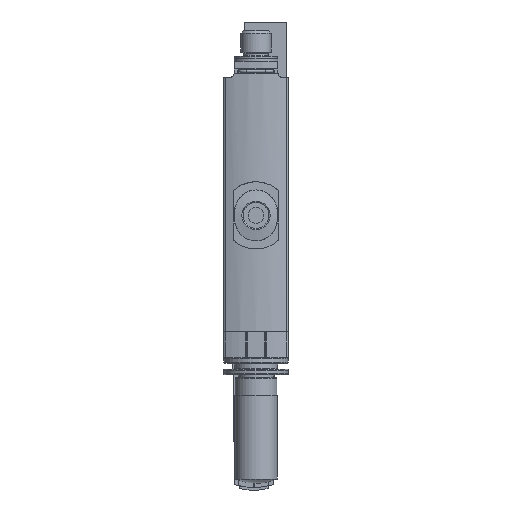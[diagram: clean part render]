
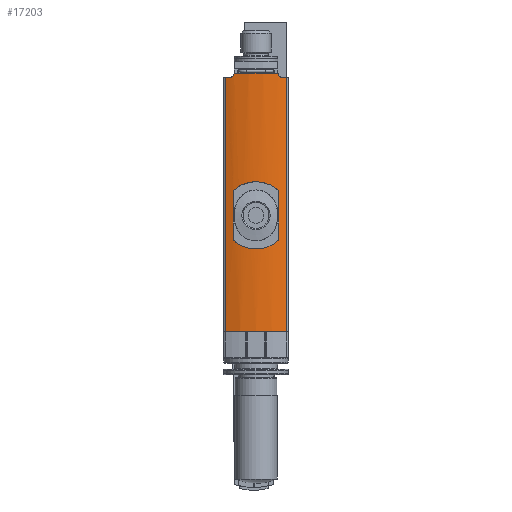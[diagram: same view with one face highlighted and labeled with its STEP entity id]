
A CAD part, front view. The second image highlights one B-rep face of the part: STEP entity #17203.
In plain terms, the highlighted cylindrical face has radius 21 mm (diameter 42 mm), a partial arc.
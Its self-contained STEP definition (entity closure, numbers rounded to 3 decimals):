
#205=B_SPLINE_CURVE_WITH_KNOTS('',3,(#23803,#23804,#23805,#23806,#23807,
#23808,#23809),.UNSPECIFIED.,.F.,.F.,(4,1,1,1,4),(0.,0.003,
0.006,0.008,0.011),
 .UNSPECIFIED.);
#206=B_SPLINE_CURVE_WITH_KNOTS('',3,(#23812,#23813,#23814,#23815),
 .UNSPECIFIED.,.F.,.F.,(4,4),(0.,0.),
 .UNSPECIFIED.);
#207=B_SPLINE_CURVE_WITH_KNOTS('',3,(#23819,#23820,#23821,#23822),
 .UNSPECIFIED.,.F.,.F.,(4,4),(0.,0.),.UNSPECIFIED.);
#208=B_SPLINE_CURVE_WITH_KNOTS('',3,(#23824,#23825,#23826,#23827,#23828,
#23829,#23830),.UNSPECIFIED.,.F.,.F.,(4,1,1,1,4),(0.,0.003,
0.006,0.008,0.011),
 .UNSPECIFIED.);
#209=B_SPLINE_CURVE_WITH_KNOTS('',3,(#23832,#23833,#23834,#23835),
 .UNSPECIFIED.,.F.,.F.,(4,4),(0.,0.),.UNSPECIFIED.);
#210=B_SPLINE_CURVE_WITH_KNOTS('',3,(#23839,#23840,#23841,#23842),
 .UNSPECIFIED.,.F.,.F.,(4,4),(0.,0.),.UNSPECIFIED.);
#211=B_SPLINE_CURVE_WITH_KNOTS('',3,(#23846,#23847,#23848,#23849,#23850),
 .UNSPECIFIED.,.F.,.F.,(4,1,4),(0.,0.001,
0.002),.UNSPECIFIED.);
#212=B_SPLINE_CURVE_WITH_KNOTS('',3,(#23862,#23863,#23864,#23865,#23866),
 .UNSPECIFIED.,.F.,.F.,(4,1,4),(0.,0.001,0.002),
 .UNSPECIFIED.);
#254=CYLINDRICAL_SURFACE('',#18079,21.);
#689=LINE('',#23817,#1824);
#690=LINE('',#23837,#1825);
#691=LINE('',#23854,#1826);
#692=LINE('',#23858,#1827);
#1824=VECTOR('',#19743,1000.);
#1825=VECTOR('',#19744,1000.);
#1826=VECTOR('',#19749,1000.);
#1827=VECTOR('',#19752,1000.);
#3014=ORIENTED_EDGE('',*,*,#6532,.T.);
#3015=ORIENTED_EDGE('',*,*,#6533,.T.);
#3016=ORIENTED_EDGE('',*,*,#6534,.T.);
#3017=ORIENTED_EDGE('',*,*,#6535,.T.);
#3018=ORIENTED_EDGE('',*,*,#6536,.T.);
#3019=ORIENTED_EDGE('',*,*,#6537,.T.);
#3020=ORIENTED_EDGE('',*,*,#6538,.T.);
#3021=ORIENTED_EDGE('',*,*,#6539,.T.);
#3022=ORIENTED_EDGE('',*,*,#6540,.F.);
#3023=ORIENTED_EDGE('',*,*,#6541,.F.);
#3024=ORIENTED_EDGE('',*,*,#6542,.F.);
#3025=ORIENTED_EDGE('',*,*,#6543,.T.);
#3026=ORIENTED_EDGE('',*,*,#6544,.T.);
#3027=ORIENTED_EDGE('',*,*,#6545,.F.);
#3028=ORIENTED_EDGE('',*,*,#6546,.F.);
#3029=ORIENTED_EDGE('',*,*,#6547,.F.);
#6532=EDGE_CURVE('',#8285,#8286,#205,.T.);
#6533=EDGE_CURVE('',#8286,#8287,#206,.T.);
#6534=EDGE_CURVE('',#8287,#8288,#689,.F.);
#6535=EDGE_CURVE('',#8288,#8289,#207,.T.);
#6536=EDGE_CURVE('',#8289,#8290,#208,.T.);
#6537=EDGE_CURVE('',#8290,#8291,#209,.T.);
#6538=EDGE_CURVE('',#8291,#8292,#690,.T.);
#6539=EDGE_CURVE('',#8292,#8285,#210,.T.);
#6540=EDGE_CURVE('',#8293,#8294,#9364,.T.);
#6541=EDGE_CURVE('',#8295,#8293,#211,.T.);
#6542=EDGE_CURVE('',#8296,#8295,#9365,.T.);
#6543=EDGE_CURVE('',#8296,#8297,#691,.T.);
#6544=EDGE_CURVE('',#8297,#8298,#9366,.T.);
#6545=EDGE_CURVE('',#8299,#8298,#692,.T.);
#6546=EDGE_CURVE('',#8300,#8299,#9367,.T.);
#6547=EDGE_CURVE('',#8294,#8300,#212,.T.);
#8285=VERTEX_POINT('',#23810);
#8286=VERTEX_POINT('',#23811);
#8287=VERTEX_POINT('',#23816);
#8288=VERTEX_POINT('',#23818);
#8289=VERTEX_POINT('',#23823);
#8290=VERTEX_POINT('',#23831);
#8291=VERTEX_POINT('',#23836);
#8292=VERTEX_POINT('',#23838);
#8293=VERTEX_POINT('',#23844);
#8294=VERTEX_POINT('',#23845);
#8295=VERTEX_POINT('',#23851);
#8296=VERTEX_POINT('',#23853);
#8297=VERTEX_POINT('',#23855);
#8298=VERTEX_POINT('',#23857);
#8299=VERTEX_POINT('',#23859);
#8300=VERTEX_POINT('',#23861);
#9364=CIRCLE('',#18080,21.);
#9365=CIRCLE('',#18081,21.);
#9366=CIRCLE('',#18082,21.);
#9367=CIRCLE('',#18083,21.);
#9941=EDGE_LOOP('',(#3014,#3015,#3016,#3017,#3018,#3019,#3020,#3021));
#9942=EDGE_LOOP('',(#3022,#3023,#3024,#3025,#3026,#3027,#3028,#3029));
#11042=FACE_BOUND('',#9941,.T.);
#11043=FACE_BOUND('',#9942,.T.);
#17203=ADVANCED_FACE('',(#11042,#11043),#254,.T.);
#18079=AXIS2_PLACEMENT_3D('',#23802,#19741,#19742);
#18080=AXIS2_PLACEMENT_3D('',#23843,#19745,#19746);
#18081=AXIS2_PLACEMENT_3D('',#23852,#19747,#19748);
#18082=AXIS2_PLACEMENT_3D('',#23856,#19750,#19751);
#18083=AXIS2_PLACEMENT_3D('',#23860,#19753,#19754);
#19741=DIRECTION('',(0.,0.,-1.));
#19742=DIRECTION('',(-1.,0.,0.));
#19743=DIRECTION('',(0.,0.,-1.));
#19744=DIRECTION('',(0.,0.,-1.));
#19745=DIRECTION('',(0.,0.,1.));
#19746=DIRECTION('',(1.,0.,0.));
#19747=DIRECTION('',(0.,0.,1.));
#19748=DIRECTION('',(1.,0.,0.));
#19749=DIRECTION('',(0.,0.,-1.));
#19750=DIRECTION('',(0.,0.,1.));
#19751=DIRECTION('',(1.,0.,0.));
#19752=DIRECTION('',(0.,0.,-1.));
#19753=DIRECTION('',(0.,0.,1.));
#19754=DIRECTION('',(1.,0.,0.));
#23802=CARTESIAN_POINT('',(0.,25.915,35.8));
#23803=CARTESIAN_POINT('',(5.075,5.538,-5.923));
#23804=CARTESIAN_POINT('',(4.377,5.364,-6.521));
#23805=CARTESIAN_POINT('',(2.786,5.044,-7.46));
#23806=CARTESIAN_POINT('',(0.004,4.851,-7.969));
#23807=CARTESIAN_POINT('',(-2.779,5.043,-7.464));
#23808=CARTESIAN_POINT('',(-4.377,5.364,-6.521));
#23809=CARTESIAN_POINT('',(-5.075,5.538,-5.923));
#23810=CARTESIAN_POINT('',(5.075,5.538,-5.923));
#23811=CARTESIAN_POINT('',(-5.075,5.538,-5.923));
#23812=CARTESIAN_POINT('',(-5.075,5.538,-5.923));
#23813=CARTESIAN_POINT('',(-5.184,5.565,-5.83));
#23814=CARTESIAN_POINT('',(-5.25,5.582,-5.689));
#23815=CARTESIAN_POINT('',(-5.25,5.582,-5.543));
#23816=CARTESIAN_POINT('',(-5.25,5.582,-5.543));
#23817=CARTESIAN_POINT('',(-5.25,5.582,35.8));
#23818=CARTESIAN_POINT('',(-5.25,5.582,5.543));
#23819=CARTESIAN_POINT('',(-5.25,5.582,5.543));
#23820=CARTESIAN_POINT('',(-5.25,5.582,5.689));
#23821=CARTESIAN_POINT('',(-5.184,5.565,5.83));
#23822=CARTESIAN_POINT('',(-5.075,5.538,5.923));
#23823=CARTESIAN_POINT('',(-5.075,5.538,5.923));
#23824=CARTESIAN_POINT('',(-5.075,5.538,5.923));
#23825=CARTESIAN_POINT('',(-4.377,5.364,6.521));
#23826=CARTESIAN_POINT('',(-2.786,5.044,7.46));
#23827=CARTESIAN_POINT('',(-0.004,4.851,7.969));
#23828=CARTESIAN_POINT('',(2.779,5.043,7.464));
#23829=CARTESIAN_POINT('',(4.377,5.364,6.521));
#23830=CARTESIAN_POINT('',(5.075,5.538,5.923));
#23831=CARTESIAN_POINT('',(5.075,5.538,5.923));
#23832=CARTESIAN_POINT('',(5.075,5.538,5.923));
#23833=CARTESIAN_POINT('',(5.184,5.565,5.83));
#23834=CARTESIAN_POINT('',(5.25,5.582,5.689));
#23835=CARTESIAN_POINT('',(5.25,5.582,5.543));
#23836=CARTESIAN_POINT('',(5.25,5.582,5.543));
#23837=CARTESIAN_POINT('',(5.25,5.582,35.8));
#23838=CARTESIAN_POINT('',(5.25,5.582,-5.543));
#23839=CARTESIAN_POINT('',(5.25,5.582,-5.543));
#23840=CARTESIAN_POINT('',(5.25,5.582,-5.689));
#23841=CARTESIAN_POINT('',(5.184,5.565,-5.83));
#23842=CARTESIAN_POINT('',(5.075,5.538,-5.923));
#23843=CARTESIAN_POINT('',(0.,25.915,33.));
#23844=CARTESIAN_POINT('',(-5.1,5.544,33.));
#23845=CARTESIAN_POINT('',(5.1,5.544,33.));
#23846=CARTESIAN_POINT('',(-6.1,5.82,32.));
#23847=CARTESIAN_POINT('',(-5.842,5.742,32.));
#23848=CARTESIAN_POINT('',(-5.33,5.6,32.205));
#23849=CARTESIAN_POINT('',(-5.1,5.544,32.731));
#23850=CARTESIAN_POINT('',(-5.1,5.544,33.));
#23851=CARTESIAN_POINT('',(-6.1,5.82,32.));
#23852=CARTESIAN_POINT('',(0.,25.915,32.));
#23853=CARTESIAN_POINT('',(-7.171,6.177,32.));
#23854=CARTESIAN_POINT('',(-7.171,6.177,35.8));
#23855=CARTESIAN_POINT('',(-7.171,6.177,-27.));
#23856=CARTESIAN_POINT('',(0.,25.915,-27.));
#23857=CARTESIAN_POINT('',(7.171,6.177,-27.));
#23858=CARTESIAN_POINT('',(7.171,6.177,35.8));
#23859=CARTESIAN_POINT('',(7.171,6.177,32.));
#23860=CARTESIAN_POINT('',(0.,25.915,32.));
#23861=CARTESIAN_POINT('',(6.1,5.82,32.));
#23862=CARTESIAN_POINT('',(5.1,5.544,33.));
#23863=CARTESIAN_POINT('',(5.1,5.544,32.731));
#23864=CARTESIAN_POINT('',(5.329,5.599,32.206));
#23865=CARTESIAN_POINT('',(5.843,5.742,32.));
#23866=CARTESIAN_POINT('',(6.1,5.82,32.));
